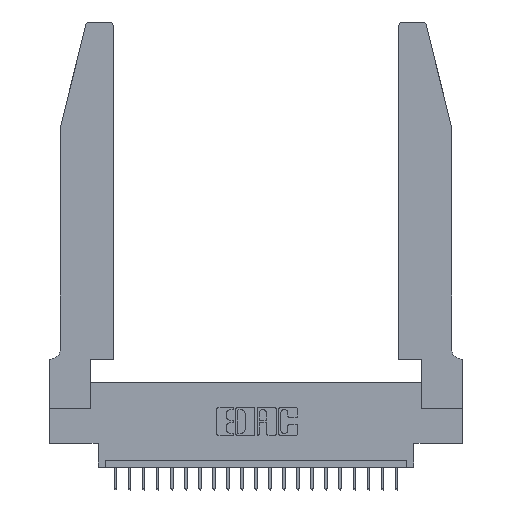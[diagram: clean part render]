
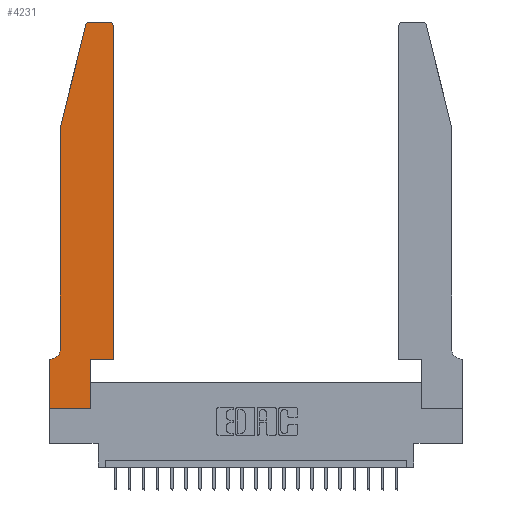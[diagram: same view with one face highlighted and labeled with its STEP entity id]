
A CAD part, top view. The second image highlights one B-rep face of the part: STEP entity #4231.
In plain terms, the highlighted planar face has unit normal (0, 0, 1).
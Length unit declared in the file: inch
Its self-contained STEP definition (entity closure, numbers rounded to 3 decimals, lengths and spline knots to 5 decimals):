
#153 = VECTOR ( 'NONE', #2832, 39.37008 ) ;
#167 = CARTESIAN_POINT ( 'NONE',  ( 0.4205, 2.72, 0.37 ) ) ;
#343 = AXIS2_PLACEMENT_3D ( 'NONE', #16016, #12828, #5328 ) ;
#557 = CARTESIAN_POINT ( 'NONE',  ( 0.0755, 2., 0.37 ) ) ;
#945 = CARTESIAN_POINT ( 'NONE',  ( 0.0755, 0.42, 0.37 ) ) ;
#1089 = DIRECTION ( 'NONE',  ( 0., 0., 1. ) ) ;
#1252 = CARTESIAN_POINT ( 'NONE',  ( 0.284, 2.72, 0.37 ) ) ;
#1263 = LINE ( 'NONE', #14988, #12900 ) ;
#1790 = VERTEX_POINT ( 'NONE', #21092 ) ;
#2594 = VERTEX_POINT ( 'NONE', #4192 ) ;
#2832 = DIRECTION ( 'NONE',  ( 0., -1., 0. ) ) ;
#2982 = ORIENTED_EDGE ( 'NONE', *, *, #16186, .T. ) ;
#3475 = DIRECTION ( 'NONE',  ( 1., 0., 0. ) ) ;
#4013 = VERTEX_POINT ( 'NONE', #6541 ) ;
#4039 = EDGE_LOOP ( 'NONE', ( #15044, #22411, #9541, #9215, #23013, #20666, #23379, #14681, #16296, #6645, #2982, #23273 ) ) ;
#4192 = CARTESIAN_POINT ( 'NONE',  ( 0.4505, 0.35, 0.37 ) ) ;
#4231 = ADVANCED_FACE ( 'NONE', ( #19927 ), #12380, .T. ) ;
#4498 = CARTESIAN_POINT ( 'NONE',  ( 0.4505, 0.35, 0.37 ) ) ;
#4517 = DIRECTION ( 'NONE',  ( 0., -1., 0. ) ) ;
#4710 = CARTESIAN_POINT ( 'NONE',  ( 0.0755, 2., 0.37 ) ) ;
#4749 = VECTOR ( 'NONE', #15326, 39.37008 ) ;
#5328 = DIRECTION ( 'NONE',  ( -1., 0., 0. ) ) ;
#5581 = CARTESIAN_POINT ( 'NONE',  ( 0., 0., 0.37 ) ) ;
#6436 = LINE ( 'NONE', #557, #153 ) ;
#6437 = VERTEX_POINT ( 'NONE', #945 ) ;
#6541 = CARTESIAN_POINT ( 'NONE',  ( 0.2865, 0., 0.37 ) ) ;
#6645 = ORIENTED_EDGE ( 'NONE', *, *, #10820, .T. ) ;
#7199 = VECTOR ( 'NONE', #4517, 39.37008 ) ;
#7509 = VERTEX_POINT ( 'NONE', #4710 ) ;
#8270 = CARTESIAN_POINT ( 'NONE',  ( 0.25487, 2.72718, 0.37 ) ) ;
#8447 = LINE ( 'NONE', #12521, #13544 ) ;
#8944 = VERTEX_POINT ( 'NONE', #22229 ) ;
#9197 = CARTESIAN_POINT ( 'NONE',  ( 0.4505, 0.35, 0.37 ) ) ;
#9215 = ORIENTED_EDGE ( 'NONE', *, *, #12756, .T. ) ;
#9541 = ORIENTED_EDGE ( 'NONE', *, *, #16364, .T. ) ;
#10196 = LINE ( 'NONE', #15391, #13868 ) ;
#10288 = LINE ( 'NONE', #9197, #23090 ) ;
#10423 = CARTESIAN_POINT ( 'NONE',  ( 0.2865, 0.35, 0.37 ) ) ;
#10612 = CARTESIAN_POINT ( 'NONE',  ( 0., 0.35, 0.37 ) ) ;
#10649 = EDGE_CURVE ( 'NONE', #1790, #22202, #16234, .T. ) ;
#10752 = LINE ( 'NONE', #4498, #4749 ) ;
#10820 = EDGE_CURVE ( 'NONE', #18035, #2594, #10288, .T. ) ;
#10882 = LINE ( 'NONE', #22647, #15415 ) ;
#11752 = AXIS2_PLACEMENT_3D ( 'NONE', #1252, #1089, #19485 ) ;
#11787 = CARTESIAN_POINT ( 'NONE',  ( 0.2865, 0.35, 0.37 ) ) ;
#12293 = DIRECTION ( 'NONE',  ( 1., 0., 0. ) ) ;
#12380 = PLANE ( 'NONE',  #18538 ) ;
#12521 = CARTESIAN_POINT ( 'NONE',  ( 0., 0., 0.37 ) ) ;
#12755 = EDGE_CURVE ( 'NONE', #4013, #18035, #18671, .T. ) ;
#12756 = EDGE_CURVE ( 'NONE', #7509, #6437, #6436, .T. ) ;
#12828 = DIRECTION ( 'NONE',  ( 0., 0., -1. ) ) ;
#12900 = VECTOR ( 'NONE', #20161, 39.37008 ) ;
#13442 = EDGE_CURVE ( 'NONE', #6437, #8944, #15711, .T. ) ;
#13459 = EDGE_CURVE ( 'NONE', #8944, #16463, #10882, .T. ) ;
#13544 = VECTOR ( 'NONE', #3475, 39.37008 ) ;
#13868 = VECTOR ( 'NONE', #22909, 39.37008 ) ;
#14681 = ORIENTED_EDGE ( 'NONE', *, *, #16872, .T. ) ;
#14777 = VECTOR ( 'NONE', #18797, 39.37008 ) ;
#14988 = CARTESIAN_POINT ( 'NONE',  ( 0.2605, 2.75, 0.37 ) ) ;
#15044 = ORIENTED_EDGE ( 'NONE', *, *, #18321, .T. ) ;
#15326 = DIRECTION ( 'NONE',  ( 0., 1., 0. ) ) ;
#15391 = CARTESIAN_POINT ( 'NONE',  ( 0.0755, 2., 0.37 ) ) ;
#15415 = VECTOR ( 'NONE', #20562, 39.37008 ) ;
#15711 = CIRCLE ( 'NONE', #343, 0.07 ) ;
#16010 = VERTEX_POINT ( 'NONE', #5581 ) ;
#16016 = CARTESIAN_POINT ( 'NONE',  ( 0.0055, 0.42, 0.37 ) ) ;
#16097 = VERTEX_POINT ( 'NONE', #21126 ) ;
#16186 = EDGE_CURVE ( 'NONE', #2594, #16097, #10752, .T. ) ;
#16234 = CIRCLE ( 'NONE', #11752, 0.03 ) ;
#16296 = ORIENTED_EDGE ( 'NONE', *, *, #12755, .T. ) ;
#16364 = EDGE_CURVE ( 'NONE', #22202, #7509, #10196, .T. ) ;
#16463 = VERTEX_POINT ( 'NONE', #16893 ) ;
#16633 = CIRCLE ( 'NONE', #22844, 0.03 ) ;
#16872 = EDGE_CURVE ( 'NONE', #16010, #4013, #8447, .T. ) ;
#16893 = CARTESIAN_POINT ( 'NONE',  ( 0., 0.35, 0.37 ) ) ;
#16927 = LINE ( 'NONE', #16984, #7199 ) ;
#16984 = CARTESIAN_POINT ( 'NONE',  ( 0., 0., 0.37 ) ) ;
#18035 = VERTEX_POINT ( 'NONE', #10423 ) ;
#18194 = DIRECTION ( 'NONE',  ( 1., 0., 0. ) ) ;
#18321 = EDGE_CURVE ( 'NONE', #19792, #1790, #1263, .T. ) ;
#18340 = DIRECTION ( 'NONE',  ( 0., 0., 1. ) ) ;
#18538 = AXIS2_PLACEMENT_3D ( 'NONE', #10612, #19795, #12293 ) ;
#18671 = LINE ( 'NONE', #11787, #14777 ) ;
#18720 = EDGE_CURVE ( 'NONE', #16097, #19792, #16633, .T. ) ;
#18797 = DIRECTION ( 'NONE',  ( 0., 1., 0. ) ) ;
#18992 = EDGE_CURVE ( 'NONE', #16463, #16010, #16927, .T. ) ;
#19485 = DIRECTION ( 'NONE',  ( 1., 0., 0. ) ) ;
#19792 = VERTEX_POINT ( 'NONE', #21490 ) ;
#19795 = DIRECTION ( 'NONE',  ( 0., 0., 1. ) ) ;
#19927 = FACE_OUTER_BOUND ( 'NONE', #4039, .T. ) ;
#20039 = DIRECTION ( 'NONE',  ( 1., 0., 0. ) ) ;
#20161 = DIRECTION ( 'NONE',  ( -1., 0., 0. ) ) ;
#20562 = DIRECTION ( 'NONE',  ( -1., 0., 0. ) ) ;
#20666 = ORIENTED_EDGE ( 'NONE', *, *, #13459, .T. ) ;
#21092 = CARTESIAN_POINT ( 'NONE',  ( 0.284, 2.75, 0.37 ) ) ;
#21126 = CARTESIAN_POINT ( 'NONE',  ( 0.4505, 2.72, 0.37 ) ) ;
#21490 = CARTESIAN_POINT ( 'NONE',  ( 0.4205, 2.75, 0.37 ) ) ;
#22202 = VERTEX_POINT ( 'NONE', #8270 ) ;
#22229 = CARTESIAN_POINT ( 'NONE',  ( 0.0055, 0.35, 0.37 ) ) ;
#22411 = ORIENTED_EDGE ( 'NONE', *, *, #10649, .T. ) ;
#22647 = CARTESIAN_POINT ( 'NONE',  ( 0.0755, 0.35, 0.37 ) ) ;
#22844 = AXIS2_PLACEMENT_3D ( 'NONE', #167, #18340, #20039 ) ;
#22909 = DIRECTION ( 'NONE',  ( -0.239, -0.971, 0. ) ) ;
#23013 = ORIENTED_EDGE ( 'NONE', *, *, #13442, .T. ) ;
#23090 = VECTOR ( 'NONE', #18194, 39.37008 ) ;
#23273 = ORIENTED_EDGE ( 'NONE', *, *, #18720, .T. ) ;
#23379 = ORIENTED_EDGE ( 'NONE', *, *, #18992, .T. ) ;
